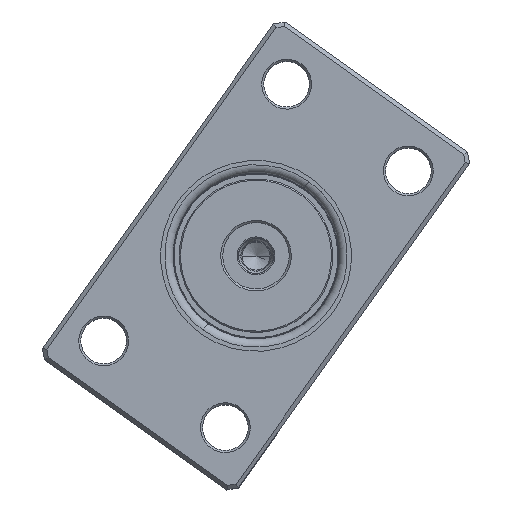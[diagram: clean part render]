
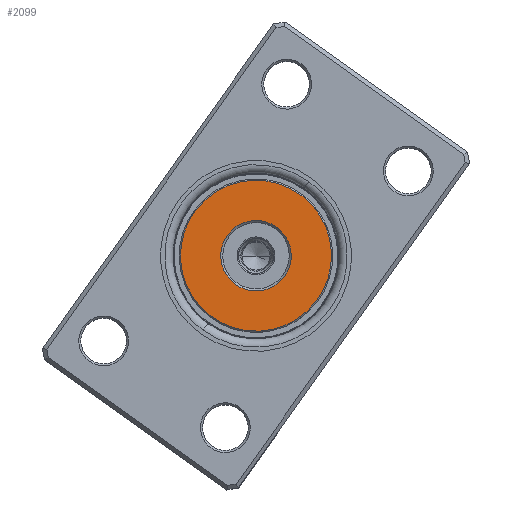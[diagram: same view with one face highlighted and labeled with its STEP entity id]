
A CAD part, top view. The second image highlights one B-rep face of the part: STEP entity #2099.
In plain terms, the highlighted face is planar.
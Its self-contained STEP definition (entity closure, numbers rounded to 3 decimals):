
#2099 = ADVANCED_FACE ( 'NONE', ( #9248, #42145 ), #18266, .F. ) ;
#2228 = AXIS2_PLACEMENT_3D ( 'NONE', #50882, #42590, #9265 ) ;
#2774 = AXIS2_PLACEMENT_3D ( 'NONE', #49216, #32278, #36432 ) ;
#3593 = CARTESIAN_POINT ( 'NONE',  ( 0., 0., 0. ) ) ;
#5583 = DIRECTION ( 'NONE',  ( 1., 0., 0. ) ) ;
#8927 = ORIENTED_EDGE ( 'NONE', *, *, #41020, .T. ) ;
#9248 = FACE_OUTER_BOUND ( 'NONE', #31061, .T. ) ;
#9265 = DIRECTION ( 'NONE',  ( 1., 0., 0. ) ) ;
#9933 = CARTESIAN_POINT ( 'NONE',  ( 0., 0., 0. ) ) ;
#10108 = DIRECTION ( 'NONE',  ( 0., 0., -1. ) ) ;
#11237 = CIRCLE ( 'NONE', #26554, 18.2 ) ;
#11728 = CARTESIAN_POINT ( 'NONE',  ( -18.2, 0., 0. ) ) ;
#13955 = DIRECTION ( 'NONE',  ( 0., 0., 1. ) ) ;
#15505 = CIRCLE ( 'NONE', #34940, 18.2 ) ;
#17105 = ORIENTED_EDGE ( 'NONE', *, *, #33767, .T. ) ;
#18266 = PLANE ( 'NONE',  #18402 ) ;
#18402 = AXIS2_PLACEMENT_3D ( 'NONE', #47266, #13955, #38986 ) ;
#19658 = DIRECTION ( 'NONE',  ( 1., 0., 0. ) ) ;
#22670 = VERTEX_POINT ( 'NONE', #45518 ) ;
#23540 = ORIENTED_EDGE ( 'NONE', *, *, #30447, .T. ) ;
#25311 = VERTEX_POINT ( 'NONE', #45089 ) ;
#26554 = AXIS2_PLACEMENT_3D ( 'NONE', #3593, #36234, #19658 ) ;
#27022 = CARTESIAN_POINT ( 'NONE',  ( -8.5, 0., 0. ) ) ;
#30447 = EDGE_CURVE ( 'NONE', #37096, #25311, #11237, .T. ) ;
#31061 = EDGE_LOOP ( 'NONE', ( #8927, #23540 ) ) ;
#32278 = DIRECTION ( 'NONE',  ( 0., 0., 1. ) ) ;
#33767 = EDGE_CURVE ( 'NONE', #43632, #22670, #43498, .T. ) ;
#34940 = AXIS2_PLACEMENT_3D ( 'NONE', #9933, #10108, #5583 ) ;
#36234 = DIRECTION ( 'NONE',  ( 0., 0., -1. ) ) ;
#36357 = ORIENTED_EDGE ( 'NONE', *, *, #50278, .T. ) ;
#36432 = DIRECTION ( 'NONE',  ( 1., 0., 0. ) ) ;
#37096 = VERTEX_POINT ( 'NONE', #11728 ) ;
#38986 = DIRECTION ( 'NONE',  ( 1., 0., 0. ) ) ;
#41020 = EDGE_CURVE ( 'NONE', #25311, #37096, #15505, .T. ) ;
#42145 = FACE_BOUND ( 'NONE', #45455, .T. ) ;
#42590 = DIRECTION ( 'NONE',  ( 0., 0., 1. ) ) ;
#43498 = CIRCLE ( 'NONE', #2774, 8.5 ) ;
#43632 = VERTEX_POINT ( 'NONE', #27022 ) ;
#44643 = CIRCLE ( 'NONE', #2228, 8.5 ) ;
#45089 = CARTESIAN_POINT ( 'NONE',  ( 18.2, 0., 0. ) ) ;
#45455 = EDGE_LOOP ( 'NONE', ( #17105, #36357 ) ) ;
#45518 = CARTESIAN_POINT ( 'NONE',  ( 8.5, 0., 0. ) ) ;
#47266 = CARTESIAN_POINT ( 'NONE',  ( 0., 0., 0. ) ) ;
#49216 = CARTESIAN_POINT ( 'NONE',  ( 0., 0., 0. ) ) ;
#50278 = EDGE_CURVE ( 'NONE', #22670, #43632, #44643, .T. ) ;
#50882 = CARTESIAN_POINT ( 'NONE',  ( 0., 0., 0. ) ) ;
